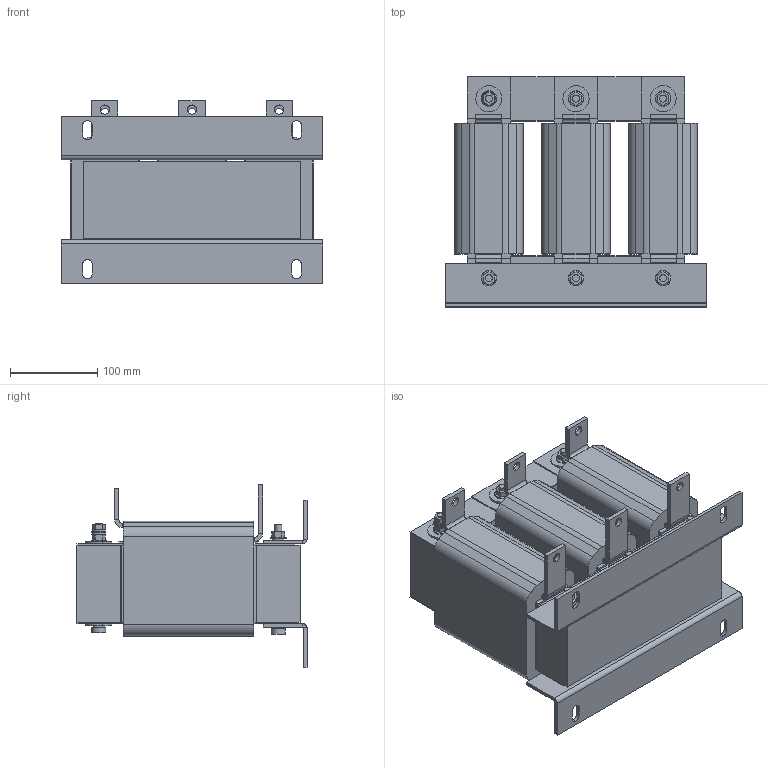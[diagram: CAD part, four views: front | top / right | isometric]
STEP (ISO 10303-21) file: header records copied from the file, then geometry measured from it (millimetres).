
FILE_DESCRIPTION (( 'STEP AP214' ), '1' );
FILE_NAME ('536669.STEP', '2022-11-08T14:13:40', ( '' ), ( '' ), 'SwSTEP 2.0', 'SolidWorks 2018', '' );
FILE_SCHEMA (( 'AUTOMOTIVE_DESIGN' ));
Length unit declared in the file: millimetre
Products named in the file (1): 536669
Bounding box: 300 x 264.1 x 209.4 mm (x, y, z)
Volume: 7175151 mm3; surface area: 478850.8 mm2
Topology: 1 solids, 1 shells, 488 faces, 1252 edges, 810 vertices
Faces by surface type: plane 344, cylinder 120, cone 12, torus 12
Entity records: 15032 total; most frequent: CARTESIAN_POINT 2863, DIRECTION 2516, ORIENTED_EDGE 2504, EDGE_CURVE 1252, VECTOR 870, LINE 870, AXIS2_PLACEMENT_3D 823, VERTEX_POINT 810
